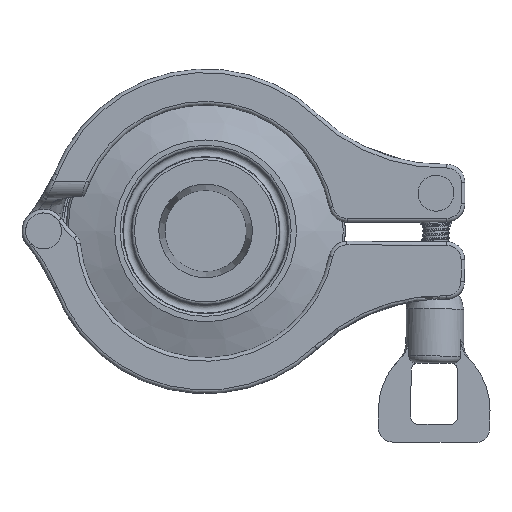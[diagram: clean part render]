
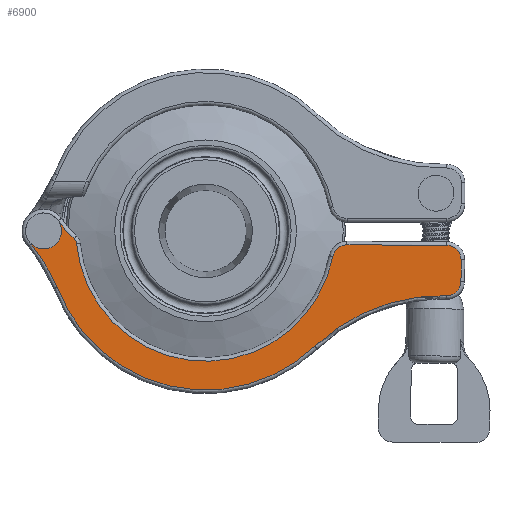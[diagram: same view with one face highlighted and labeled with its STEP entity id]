
A CAD part, top view. The second image highlights one B-rep face of the part: STEP entity #6900.
In plain terms, the highlighted planar face has unit normal (0, 0, 1).
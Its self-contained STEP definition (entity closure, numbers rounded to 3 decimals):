
#100=FACE_BOUND('',#921,.T.);
#251=PLANE('',#7556);
#508=FACE_OUTER_BOUND('',#920,.T.);
#920=EDGE_LOOP('',(#5115,#5116,#5117,#5118,#5119,#5120,#5121,#5122,#5123,
#5124,#5125,#5126));
#921=EDGE_LOOP('',(#5127));
#1360=CIRCLE('',#7557,5.);
#1361=CIRCLE('',#7558,61.);
#1362=CIRCLE('',#7559,44.);
#1363=CIRCLE('',#7560,51.);
#1364=CIRCLE('',#7561,4.);
#1365=CIRCLE('',#7562,4.);
#1366=CIRCLE('',#7563,4.);
#1367=CIRCLE('',#7564,36.);
#1368=CIRCLE('',#7565,2.);
#1369=CIRCLE('',#7566,31.);
#1370=CIRCLE('',#7567,3.915);
#2045=LINE('',#13691,#2284);
#2046=LINE('',#13695,#2285);
#2284=VECTOR('',#8969,10.);
#2285=VECTOR('',#8972,10.);
#2790=VERTEX_POINT('',#13679);
#2791=VERTEX_POINT('',#13680);
#2792=VERTEX_POINT('',#13682);
#2793=VERTEX_POINT('',#13684);
#2794=VERTEX_POINT('',#13686);
#2795=VERTEX_POINT('',#13688);
#2796=VERTEX_POINT('',#13690);
#2797=VERTEX_POINT('',#13692);
#2798=VERTEX_POINT('',#13694);
#2799=VERTEX_POINT('',#13696);
#2800=VERTEX_POINT('',#13698);
#2801=VERTEX_POINT('',#13700);
#2802=VERTEX_POINT('',#13703);
#3651=EDGE_CURVE('',#2790,#2791,#1360,.T.);
#3652=EDGE_CURVE('',#2792,#2790,#1361,.T.);
#3653=EDGE_CURVE('',#2793,#2792,#1362,.T.);
#3654=EDGE_CURVE('',#2794,#2793,#1363,.T.);
#3655=EDGE_CURVE('',#2795,#2794,#1364,.T.);
#3656=EDGE_CURVE('',#2796,#2795,#2045,.T.);
#3657=EDGE_CURVE('',#2797,#2796,#1365,.T.);
#3658=EDGE_CURVE('',#2798,#2797,#2046,.T.);
#3659=EDGE_CURVE('',#2799,#2798,#1366,.T.);
#3660=EDGE_CURVE('',#2800,#2799,#1367,.T.);
#3661=EDGE_CURVE('',#2801,#2800,#1368,.T.);
#3662=EDGE_CURVE('',#2791,#2801,#1369,.T.);
#3663=EDGE_CURVE('',#2802,#2802,#1370,.T.);
#5115=ORIENTED_EDGE('',*,*,#3651,.F.);
#5116=ORIENTED_EDGE('',*,*,#3652,.F.);
#5117=ORIENTED_EDGE('',*,*,#3653,.F.);
#5118=ORIENTED_EDGE('',*,*,#3654,.F.);
#5119=ORIENTED_EDGE('',*,*,#3655,.F.);
#5120=ORIENTED_EDGE('',*,*,#3656,.F.);
#5121=ORIENTED_EDGE('',*,*,#3657,.F.);
#5122=ORIENTED_EDGE('',*,*,#3658,.F.);
#5123=ORIENTED_EDGE('',*,*,#3659,.F.);
#5124=ORIENTED_EDGE('',*,*,#3660,.F.);
#5125=ORIENTED_EDGE('',*,*,#3661,.F.);
#5126=ORIENTED_EDGE('',*,*,#3662,.F.);
#5127=ORIENTED_EDGE('',*,*,#3663,.T.);
#6900=ADVANCED_FACE('',(#508,#100),#251,.F.);
#7556=AXIS2_PLACEMENT_3D('',#13678,#8957,#8958);
#7557=AXIS2_PLACEMENT_3D('',#13681,#8959,#8960);
#7558=AXIS2_PLACEMENT_3D('',#13683,#8961,#8962);
#7559=AXIS2_PLACEMENT_3D('',#13685,#8963,#8964);
#7560=AXIS2_PLACEMENT_3D('',#13687,#8965,#8966);
#7561=AXIS2_PLACEMENT_3D('',#13689,#8967,#8968);
#7562=AXIS2_PLACEMENT_3D('',#13693,#8970,#8971);
#7563=AXIS2_PLACEMENT_3D('',#13697,#8973,#8974);
#7564=AXIS2_PLACEMENT_3D('',#13699,#8975,#8976);
#7565=AXIS2_PLACEMENT_3D('',#13701,#8977,#8978);
#7566=AXIS2_PLACEMENT_3D('',#13702,#8979,#8980);
#7567=AXIS2_PLACEMENT_3D('',#13704,#8981,#8982);
#8957=DIRECTION('center_axis',(0.,0.,
-1.));
#8958=DIRECTION('ref_axis',(0.004,1.,0.));
#8959=DIRECTION('center_axis',(0.,0.,
-1.));
#8960=DIRECTION('ref_axis',(-0.645,0.764,0.));
#8961=DIRECTION('center_axis',(0.,0.,
1.));
#8962=DIRECTION('ref_axis',(0.856,0.517,0.));
#8963=DIRECTION('center_axis',(0.,0.,
-1.));
#8964=DIRECTION('ref_axis',(-0.223,-0.975,0.));
#8965=DIRECTION('center_axis',(0.,0.,
1.));
#8966=DIRECTION('ref_axis',(-0.36,0.933,0.));
#8967=DIRECTION('center_axis',(0.,0.,
-1.));
#8968=DIRECTION('ref_axis',(0.697,-0.717,0.));
#8969=DIRECTION('',(-0.004,-1.,0.));
#8970=DIRECTION('center_axis',(0.,0.,
-1.));
#8971=DIRECTION('ref_axis',(0.71,0.704,0.));
#8972=DIRECTION('',(1.,-0.004,0.));
#8973=DIRECTION('center_axis',(0.,0.,
-1.));
#8974=DIRECTION('ref_axis',(-0.634,0.773,0.));
#8975=DIRECTION('center_axis',(0.,0.,
1.));
#8976=DIRECTION('ref_axis',(-0.051,-0.999,0.));
#8977=DIRECTION('center_axis',(0.,0.,
-1.));
#8978=DIRECTION('ref_axis',(0.896,0.444,0.));
#8979=DIRECTION('center_axis',(0.,0.,
1.));
#8980=DIRECTION('ref_axis',(-0.751,-0.661,0.));
#8981=DIRECTION('center_axis',(0.,0.,
-1.));
#8982=DIRECTION('ref_axis',(1.,0.,0.));
#13678=CARTESIAN_POINT('Origin',(10.417,-19.734,47.));
#13679=CARTESIAN_POINT('',(-48.483,-3.587,47.));
#13680=CARTESIAN_POINT('',(-40.913,2.88,47.));
#13681=CARTESIAN_POINT('Origin',(-45.,0.,
47.));
#13682=CARTESIAN_POINT('',(-41.197,-15.644,47.));
#13683=CARTESIAN_POINT('Origin',(-96.698,-40.954,47.));
#13684=CARTESIAN_POINT('',(30.358,-32.038,47.));
#13685=CARTESIAN_POINT('Origin',(0.,-0.19,
47.));
#13686=CARTESIAN_POINT('',(66.841,-17.97,47.));
#13687=CARTESIAN_POINT('Origin',(65.547,-68.954,47.));
#13688=CARTESIAN_POINT('',(70.942,-13.989,47.));
#13689=CARTESIAN_POINT('Origin',(66.942,-13.972,47.));
#13690=CARTESIAN_POINT('',(70.967,-7.989,47.));
#13691=CARTESIAN_POINT('',(70.942,-13.989,47.));
#13692=CARTESIAN_POINT('',(66.984,-3.972,47.));
#13693=CARTESIAN_POINT('Origin',(66.967,-7.972,47.));
#13694=CARTESIAN_POINT('',(39.275,-3.855,47.));
#13695=CARTESIAN_POINT('',(24.88,-3.794,47.));
#13696=CARTESIAN_POINT('',(35.332,-7.089,47.));
#13697=CARTESIAN_POINT('Origin',(39.258,-7.855,47.));
#13698=CARTESIAN_POINT('',(-35.854,-3.433,47.));
#13699=CARTESIAN_POINT('Origin',(0.,-0.19,
47.));
#13700=CARTESIAN_POINT('',(-36.496,-2.138,47.));
#13701=CARTESIAN_POINT('Origin',(-37.846,-3.613,47.));
#13702=CARTESIAN_POINT('Origin',(-15.571,20.735,47.));
#13703=CARTESIAN_POINT('',(-48.366,-2.,47.));
#13704=CARTESIAN_POINT('Origin',(-45.,0.,
47.));
